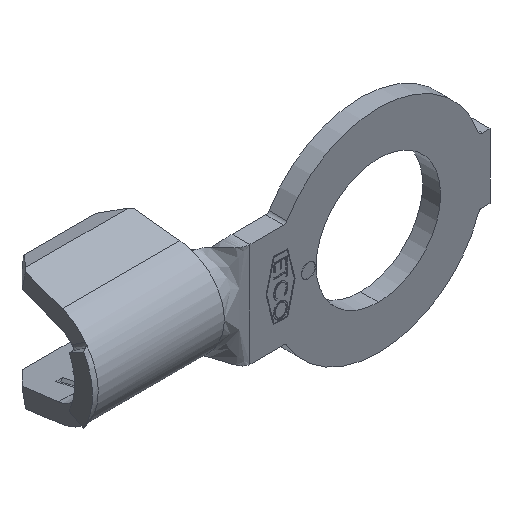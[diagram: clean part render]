
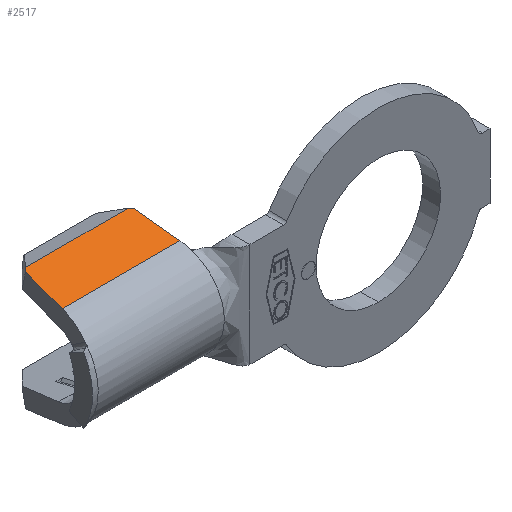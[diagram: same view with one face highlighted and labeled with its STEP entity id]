
A CAD part, isometric view. The second image highlights one B-rep face of the part: STEP entity #2517.
In plain terms, the highlighted planar face has unit normal (0, -0.219, 0.976).
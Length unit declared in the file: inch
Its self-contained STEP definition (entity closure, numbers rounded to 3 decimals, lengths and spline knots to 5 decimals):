
#142 = EDGE_CURVE ( 'NONE', #5706, #268, #2134, .T. ) ;
#268 = VERTEX_POINT ( 'NONE', #5380 ) ;
#601 = VERTEX_POINT ( 'NONE', #4743 ) ;
#875 = CARTESIAN_POINT ( 'NONE',  ( -0.49452, 0.07113, 0.0896 ) ) ;
#904 = CARTESIAN_POINT ( 'NONE',  ( -0.502, 0.07188, 0.08977 ) ) ;
#981 = CARTESIAN_POINT ( 'NONE',  ( -0.481, 0.15096, 0.1075 ) ) ;
#1020 = VECTOR ( 'NONE', #2313, 39.37008 ) ;
#1230 = AXIS2_PLACEMENT_3D ( 'NONE', #904, #4567, #1466 ) ;
#1269 = VECTOR ( 'NONE', #4640, 39.37008 ) ;
#1354 = LINE ( 'NONE', #4857, #1020 ) ;
#1358 = VECTOR ( 'NONE', #4669, 39.37008 ) ;
#1466 = DIRECTION ( 'NONE',  ( 0., -0.976, -0.219 ) ) ;
#1632 = CARTESIAN_POINT ( 'NONE',  ( -0.502, 0.15096, 0.1075 ) ) ;
#1664 = CARTESIAN_POINT ( 'NONE',  ( -0.49445, 0.07188, 0.08977 ) ) ;
#1689 = EDGE_LOOP ( 'NONE', ( #1983, #2040, #2100, #2162, #2623, #2696 ) ) ;
#1983 = ORIENTED_EDGE ( 'NONE', *, *, #5175, .F. ) ;
#2040 = ORIENTED_EDGE ( 'NONE', *, *, #5291, .T. ) ;
#2100 = ORIENTED_EDGE ( 'NONE', *, *, #4666, .F. ) ;
#2103 = CARTESIAN_POINT ( 'NONE',  ( -0.359, 0.21145, 0.12106 ) ) ;
#2134 = LINE ( 'NONE', #875, #3504 ) ;
#2150 = CARTESIAN_POINT ( 'NONE',  ( -0.297, 0.15096, 0.1075 ) ) ;
#2159 = DIRECTION ( 'NONE',  ( 1., 0., 0. ) ) ;
#2162 = ORIENTED_EDGE ( 'NONE', *, *, #4338, .T. ) ;
#2313 = DIRECTION ( 'NONE',  ( 1., 0., 0. ) ) ;
#2517 = ADVANCED_FACE ( 'NONE', ( #2764 ), #5973, .T. ) ;
#2569 = CARTESIAN_POINT ( 'NONE',  ( -0.53203, 0.10118, 0.09634 ) ) ;
#2579 = VECTOR ( 'NONE', #2159, 39.37008 ) ;
#2580 = DIRECTION ( 'NONE',  ( 0.102, -0.971, -0.218 ) ) ;
#2623 = ORIENTED_EDGE ( 'NONE', *, *, #142, .F. ) ;
#2668 = LINE ( 'NONE', #2569, #1269 ) ;
#2696 = ORIENTED_EDGE ( 'NONE', *, *, #3168, .T. ) ;
#2747 = LINE ( 'NONE', #1632, #2579 ) ;
#2764 = FACE_OUTER_BOUND ( 'NONE', #1689, .T. ) ;
#2778 = DIRECTION ( 'NONE',  ( 0.102, 0.971, 0.218 ) ) ;
#3168 = EDGE_CURVE ( 'NONE', #5706, #601, #1354, .T. ) ;
#3504 = VECTOR ( 'NONE', #2778, 39.37008 ) ;
#3618 = CARTESIAN_POINT ( 'NONE',  ( -0.28583, 0.09351, 0.09462 ) ) ;
#3744 = CARTESIAN_POINT ( 'NONE',  ( -0.29128, 0.14538, 0.10625 ) ) ;
#4136 = LINE ( 'NONE', #2103, #1358 ) ;
#4338 = EDGE_CURVE ( 'NONE', #4879, #268, #2668, .T. ) ;
#4567 = DIRECTION ( 'NONE',  ( 0., -0.219, 0.976 ) ) ;
#4640 = DIRECTION ( 'NONE',  ( -0.707, -0.69, -0.155 ) ) ;
#4666 = EDGE_CURVE ( 'NONE', #4879, #5616, #2747, .T. ) ;
#4669 = DIRECTION ( 'NONE',  ( -0.707, 0.69, 0.155 ) ) ;
#4717 = VERTEX_POINT ( 'NONE', #3744 ) ;
#4743 = CARTESIAN_POINT ( 'NONE',  ( -0.28355, 0.07188, 0.08977 ) ) ;
#4857 = CARTESIAN_POINT ( 'NONE',  ( -0.502, 0.07188, 0.08977 ) ) ;
#4879 = VERTEX_POINT ( 'NONE', #981 ) ;
#5175 = EDGE_CURVE ( 'NONE', #4717, #601, #6006, .T. ) ;
#5291 = EDGE_CURVE ( 'NONE', #4717, #5616, #4136, .T. ) ;
#5380 = CARTESIAN_POINT ( 'NONE',  ( -0.48672, 0.14538, 0.10625 ) ) ;
#5616 = VERTEX_POINT ( 'NONE', #2150 ) ;
#5706 = VERTEX_POINT ( 'NONE', #1664 ) ;
#5854 = VECTOR ( 'NONE', #2580, 39.37008 ) ;
#5973 = PLANE ( 'NONE',  #1230 ) ;
#6006 = LINE ( 'NONE', #3618, #5854 ) ;
